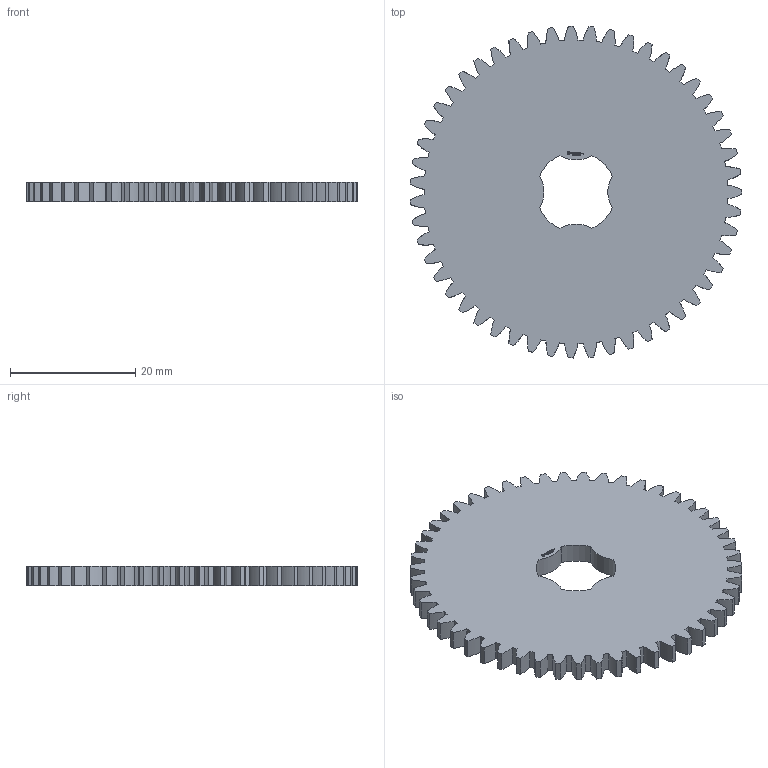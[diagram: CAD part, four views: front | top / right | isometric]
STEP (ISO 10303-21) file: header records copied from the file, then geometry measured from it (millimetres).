
FILE_DESCRIPTION(('FreeCAD Model'),'2;1');
FILE_NAME('Open CASCADE Shape Model','2024-03-10T18:16:57',(''),(''), 'Open CASCADE STEP processor 7.6','FreeCAD','Unknown');
FILE_SCHEMA(('AUTOMOTIVE_DESIGN { 1 0 10303 214 1 1 1 1 }'));
Products named in the file (1): Gear Wheel PLN TTH51 BU00.25 SFT-SHD - SPN-GWH-0181 (stemfie.org)
Bounding box: 52.97 x 52.99 x 3.12 mm (x, y, z)
Volume: 6001.3 mm3; surface area: 4983.6 mm2
Topology: 1 solids, 1 shells, 669 faces, 1908 edges, 1272 vertices
Faces by surface type: extrusion 336, plane 325, cylinder 8
Entity records: 60716 total; most frequent: CARTESIAN_POINT 20216, DIRECTION 5400, VECTOR 4684, LINE 4348, ORIENTED_EDGE 3816, PCURVE 3816, DEFINITIONAL_REPRESENTATION 3816, EDGE_CURVE 1908
